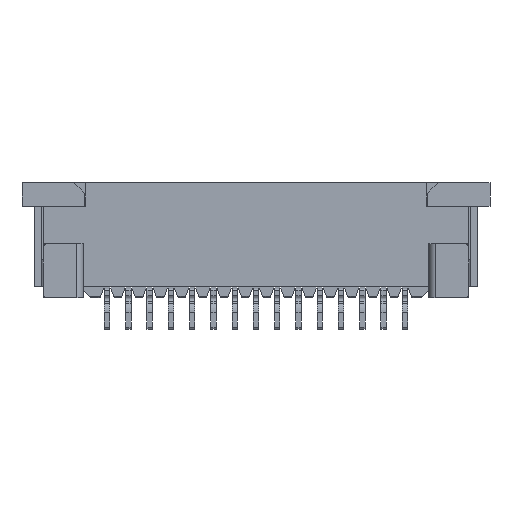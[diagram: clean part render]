
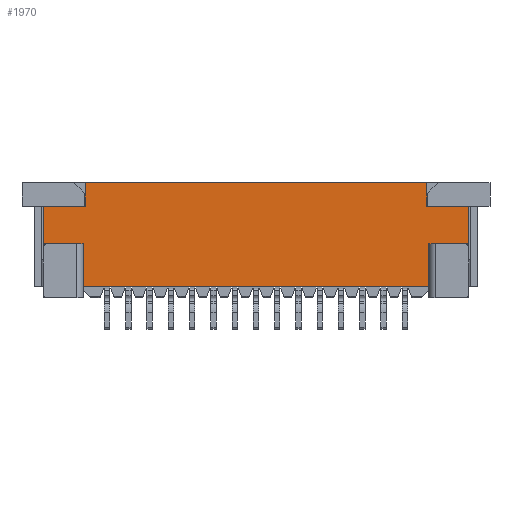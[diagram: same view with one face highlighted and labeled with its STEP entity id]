
A CAD part, front view. The second image highlights one B-rep face of the part: STEP entity #1970.
In plain terms, the highlighted face is planar.
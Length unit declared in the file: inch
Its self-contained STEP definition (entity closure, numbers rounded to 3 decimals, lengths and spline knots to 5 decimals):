
#1970 = ADVANCED_FACE( '', ( #4967 ), #4968, .F. );
#4967 = FACE_OUTER_BOUND( '', #9026, .T. );
#4968 = PLANE( '', #9027 );
#9026 = EDGE_LOOP( '', ( #14814, #14815, #14816, #14817, #14818, #14819, #14820, #14821, #14822, #14823, #14824, #14825 ) );
#9027 = AXIS2_PLACEMENT_3D( '', #14826, #14827, #14828 );
#14814 = ORIENTED_EDGE( '', *, *, #27474, .F. );
#14815 = ORIENTED_EDGE( '', *, *, #26500, .F. );
#14816 = ORIENTED_EDGE( '', *, *, #27475, .T. );
#14817 = ORIENTED_EDGE( '', *, *, #27476, .F. );
#14818 = ORIENTED_EDGE( '', *, *, #27477, .F. );
#14819 = ORIENTED_EDGE( '', *, *, #27478, .T. );
#14820 = ORIENTED_EDGE( '', *, *, #27479, .F. );
#14821 = ORIENTED_EDGE( '', *, *, #27470, .F. );
#14822 = ORIENTED_EDGE( '', *, *, #27480, .F. );
#14823 = ORIENTED_EDGE( '', *, *, #27481, .T. );
#14824 = ORIENTED_EDGE( '', *, *, #27482, .F. );
#14825 = ORIENTED_EDGE( '', *, *, #27483, .F. );
#14826 = CARTESIAN_POINT( '', ( 0.39378, 0., -0.059 ) );
#14827 = DIRECTION( '', ( 0., 0., 1. ) );
#14828 = DIRECTION( '', ( 1., 0., 0. ) );
#26500 = EDGE_CURVE( '', #32439, #32433, #32441, .T. );
#27470 = EDGE_CURVE( '', #34139, #34141, #34142, .T. );
#27474 = EDGE_CURVE( '', #32433, #34147, #34148, .T. );
#27475 = EDGE_CURVE( '', #32439, #34149, #34150, .T. );
#27476 = EDGE_CURVE( '', #34151, #34149, #34152, .T. );
#27477 = EDGE_CURVE( '', #34153, #34151, #34154, .T. );
#27478 = EDGE_CURVE( '', #34153, #34155, #34156, .T. );
#27479 = EDGE_CURVE( '', #34141, #34155, #34157, .T. );
#27480 = EDGE_CURVE( '', #34158, #34139, #34159, .T. );
#27481 = EDGE_CURVE( '', #34158, #34160, #34161, .T. );
#27482 = EDGE_CURVE( '', #34162, #34160, #34163, .T. );
#27483 = EDGE_CURVE( '', #34147, #34162, #34164, .T. );
#32433 = VERTEX_POINT( '', #40922 );
#32439 = VERTEX_POINT( '', #40931 );
#32441 = LINE( '', #40934, #40935 );
#34139 = VERTEX_POINT( '', #43310 );
#34141 = VERTEX_POINT( '', #43313 );
#34142 = LINE( '', #43314, #43315 );
#34147 = VERTEX_POINT( '', #43322 );
#34148 = LINE( '', #43323, #43324 );
#34149 = VERTEX_POINT( '', #43325 );
#34150 = LINE( '', #43326, #43327 );
#34151 = VERTEX_POINT( '', #43328 );
#34152 = LINE( '', #43329, #43330 );
#34153 = VERTEX_POINT( '', #43331 );
#34154 = LINE( '', #43332, #43333 );
#34155 = VERTEX_POINT( '', #43334 );
#34156 = LINE( '', #43335, #43336 );
#34157 = LINE( '', #43337, #43338 );
#34158 = VERTEX_POINT( '', #43339 );
#34159 = LINE( '', #43340, #43341 );
#34160 = VERTEX_POINT( '', #43342 );
#34161 = LINE( '', #43343, #43344 );
#34162 = VERTEX_POINT( '', #43345 );
#34163 = LINE( '', #43346, #43347 );
#34164 = LINE( '', #43348, #43349 );
#40922 = CARTESIAN_POINT( '', ( 0.31615, 0.044, -0.059 ) );
#40931 = CARTESIAN_POINT( '', ( 0.31615, 0., -0.059 ) );
#40934 = CARTESIAN_POINT( '', ( 0.31615, 0., -0.059 ) );
#40935 = VECTOR( '', #51428, 39.37008 );
#43310 = CARTESIAN_POINT( '', ( -0.32028, 0.19332, -0.059 ) );
#43313 = CARTESIAN_POINT( '', ( -0.32028, 0.11327, -0.059 ) );
#43314 = CARTESIAN_POINT( '', ( -0.32028, 0.32227, -0.059 ) );
#43315 = VECTOR( '', #52551, 39.37008 );
#43322 = CARTESIAN_POINT( '', ( 0.39378, 0.044, -0.059 ) );
#43323 = CARTESIAN_POINT( '', ( 0.39378, 0.044, -0.059 ) );
#43324 = VECTOR( '', #52554, 39.37008 );
#43325 = CARTESIAN_POINT( '', ( -0.31615, 0., -0.059 ) );
#43326 = CARTESIAN_POINT( '', ( 0.39378, 0., -0.059 ) );
#43327 = VECTOR( '', #52555, 39.37008 );
#43328 = CARTESIAN_POINT( '', ( -0.31615, 0.044, -0.059 ) );
#43329 = CARTESIAN_POINT( '', ( -0.31615, 0., -0.059 ) );
#43330 = VECTOR( '', #52556, 39.37008 );
#43331 = CARTESIAN_POINT( '', ( -0.39378, 0.044, -0.059 ) );
#43332 = CARTESIAN_POINT( '', ( 0.39378, 0.044, -0.059 ) );
#43333 = VECTOR( '', #52557, 39.37008 );
#43334 = CARTESIAN_POINT( '', ( -0.39378, 0.11327, -0.059 ) );
#43335 = CARTESIAN_POINT( '', ( -0.39378, 0., -0.059 ) );
#43336 = VECTOR( '', #52558, 39.37008 );
#43337 = CARTESIAN_POINT( '', ( -0.32028, 0.11327, -0.059 ) );
#43338 = VECTOR( '', #52559, 39.37008 );
#43339 = CARTESIAN_POINT( '', ( 0.32028, 0.19332, -0.059 ) );
#43340 = CARTESIAN_POINT( '', ( 0.39378, 0.19332, -0.059 ) );
#43341 = VECTOR( '', #52560, 39.37008 );
#43342 = CARTESIAN_POINT( '', ( 0.32028, 0.11327, -0.059 ) );
#43343 = CARTESIAN_POINT( '', ( 0.32028, 0.32227, -0.059 ) );
#43344 = VECTOR( '', #52561, 39.37008 );
#43345 = CARTESIAN_POINT( '', ( 0.39378, 0.11327, -0.059 ) );
#43346 = CARTESIAN_POINT( '', ( 0.41028, 0.11327, -0.059 ) );
#43347 = VECTOR( '', #52562, 39.37008 );
#43348 = CARTESIAN_POINT( '', ( 0.39378, 0., -0.059 ) );
#43349 = VECTOR( '', #52563, 39.37008 );
#51428 = DIRECTION( '', ( 0., 1., 0. ) );
#52551 = DIRECTION( '', ( 0., -1., 0. ) );
#52554 = DIRECTION( '', ( 1., 0., 0. ) );
#52555 = DIRECTION( '', ( -1., 0., 0. ) );
#52556 = DIRECTION( '', ( 0., -1., 0. ) );
#52557 = DIRECTION( '', ( 1., 0., 0. ) );
#52558 = DIRECTION( '', ( 0., 1., 0. ) );
#52559 = DIRECTION( '', ( -1., 0., 0. ) );
#52560 = DIRECTION( '', ( -1., 0., 0. ) );
#52561 = DIRECTION( '', ( 0., -1., 0. ) );
#52562 = DIRECTION( '', ( -1., 0., 0. ) );
#52563 = DIRECTION( '', ( 0., 1., 0. ) );
